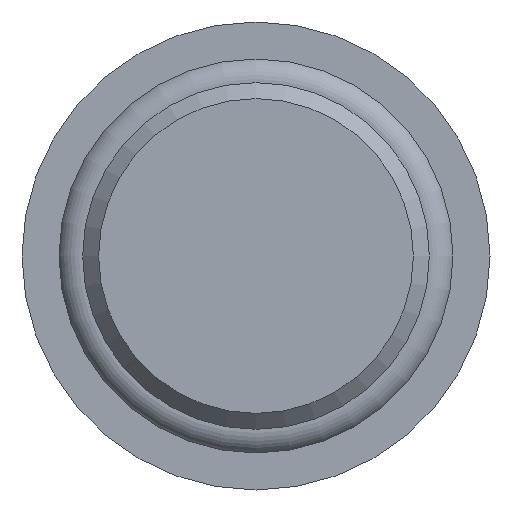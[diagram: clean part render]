
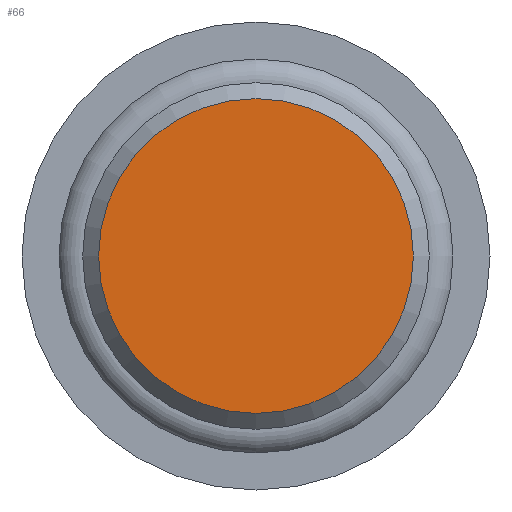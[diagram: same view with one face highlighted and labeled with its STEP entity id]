
A CAD part, front view. The second image highlights one B-rep face of the part: STEP entity #66.
In plain terms, the highlighted planar face has unit normal (0, -1, 0).
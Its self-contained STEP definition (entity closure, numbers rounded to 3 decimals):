
#66 = ADVANCED_FACE( '', ( #141 ), #142, .F. );
#141 = FACE_OUTER_BOUND( '', #230, .T. );
#142 = PLANE( '', #231 );
#230 = EDGE_LOOP( '', ( #351 ) );
#231 = AXIS2_PLACEMENT_3D( '', #352, #353, #354 );
#351 = ORIENTED_EDGE( '', *, *, #480, .T. );
#352 = CARTESIAN_POINT( '', ( 9.08, -12., 0. ) );
#353 = DIRECTION( '', ( 0., 1., 0. ) );
#354 = DIRECTION( '', ( 0., 0., 1. ) );
#480 = EDGE_CURVE( '', #552, #552, #553, .T. );
#552 = VERTEX_POINT( '', #703 );
#553 = CIRCLE( '', #704, 9.08 );
#703 = CARTESIAN_POINT( '', ( 0., -12., -9.08 ) );
#704 = AXIS2_PLACEMENT_3D( '', #775, #776, #777 );
#775 = CARTESIAN_POINT( '', ( 0., -12., 0. ) );
#776 = DIRECTION( '', ( 0., -1., 0. ) );
#777 = DIRECTION( '', ( 0., 0., -1. ) );
